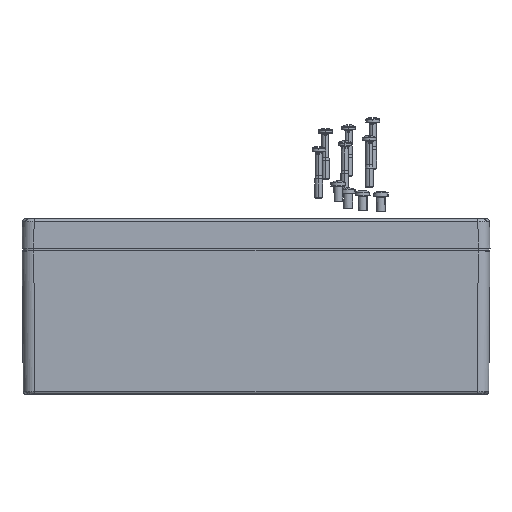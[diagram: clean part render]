
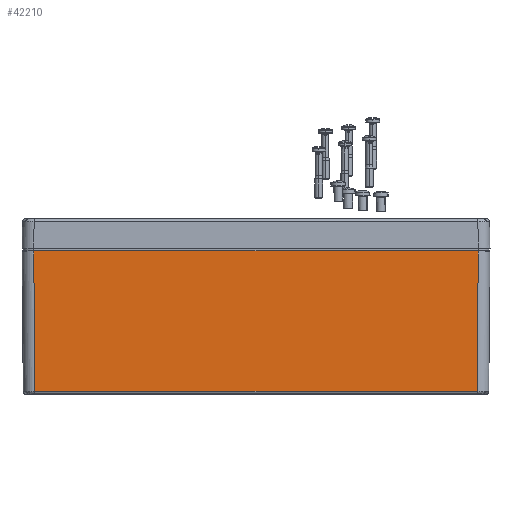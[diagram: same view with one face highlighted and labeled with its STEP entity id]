
A CAD part, top view. The second image highlights one B-rep face of the part: STEP entity #42210.
In plain terms, the highlighted planar face has unit normal (0, -0.009, 1).
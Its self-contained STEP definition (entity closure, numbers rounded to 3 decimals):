
#22318 = CARTESIAN_POINT ( 'NONE',  ( -113.514, -75.013, 79.514 ) ) ;
#31775 = CARTESIAN_POINT ( 'NONE',  ( 114.125, -3., 80.125 ) ) ;
#31817 = CARTESIAN_POINT ( 'NONE',  ( -114.125, -3., 80.125 ) ) ;
#32114 = DIRECTION ( 'NONE',  ( -1., 0., 0. ) ) ;
#32115 = VECTOR ( 'NONE', #32114, 1000. ) ;
#32118 = CARTESIAN_POINT ( 'NONE',  ( -120.15, -3., 80.125 ) ) ;
#32119 = LINE ( 'NONE', #32118, #32115 ) ;
#32411 = CARTESIAN_POINT ( 'NONE',  ( 113.514, -75.013, 79.514 ) ) ;
#32674 = PLANE ( 'NONE',  #32712 ) ;
#32703 = DIRECTION ( 'NONE',  ( 0., -1., -0.008 ) ) ;
#32705 = DIRECTION ( 'NONE',  ( 0., -0.008, 1. ) ) ;
#32707 = CARTESIAN_POINT ( 'NONE',  ( -120.15, 0., 80.15 ) ) ;
#32712 = AXIS2_PLACEMENT_3D ( 'NONE', #32707, #32705, #32703 ) ;
#32713 = FACE_OUTER_BOUND ( 'NONE', #42213, .T. ) ;
#32821 = DIRECTION ( 'NONE',  ( 0.008, -1., -0.008 ) ) ;
#32822 = VECTOR ( 'NONE', #32821, 1000. ) ;
#32824 = CARTESIAN_POINT ( 'NONE',  ( -114.151, 0.051, 80.15 ) ) ;
#32826 = LINE ( 'NONE', #32824, #32822 ) ;
#32830 = DIRECTION ( 'NONE',  ( 0.008, 1., 0.008 ) ) ;
#32831 = VECTOR ( 'NONE', #32830, 1000. ) ;
#32833 = CARTESIAN_POINT ( 'NONE',  ( 114.133, -1.987, 80.133 ) ) ;
#32835 = LINE ( 'NONE', #32833, #32831 ) ;
#32867 = DIRECTION ( 'NONE',  ( 1., 0., 0. ) ) ;
#32869 = VECTOR ( 'NONE', #32867, 1000. ) ;
#32871 = CARTESIAN_POINT ( 'NONE',  ( -120.15, -75.013, 79.514 ) ) ;
#32872 = LINE ( 'NONE', #32871, #32869 ) ;
#39161 = VERTEX_POINT ( 'NONE', #22318 ) ;
#41982 = VERTEX_POINT ( 'NONE', #31817 ) ;
#41985 = VERTEX_POINT ( 'NONE', #31775 ) ;
#42078 = EDGE_CURVE ( 'NONE', #41985, #41982, #32119, .T. ) ;
#42157 = VERTEX_POINT ( 'NONE', #32411 ) ;
#42210 = ADVANCED_FACE ( 'NONE', ( #32713 ), #32674, .T. ) ;
#42213 = EDGE_LOOP ( 'NONE', ( #42214, #42218, #42220, #42304 ) ) ;
#42214 = ORIENTED_EDGE ( 'NONE', *, *, #42216, .T. ) ;
#42216 = EDGE_CURVE ( 'NONE', #42157, #41985, #32835, .T. ) ;
#42218 = ORIENTED_EDGE ( 'NONE', *, *, #42078, .T. ) ;
#42220 = ORIENTED_EDGE ( 'NONE', *, *, #42221, .T. ) ;
#42221 = EDGE_CURVE ( 'NONE', #41982, #39161, #32826, .T. ) ;
#42261 = EDGE_CURVE ( 'NONE', #39161, #42157, #32872, .T. ) ;
#42304 = ORIENTED_EDGE ( 'NONE', *, *, #42261, .T. ) ;
